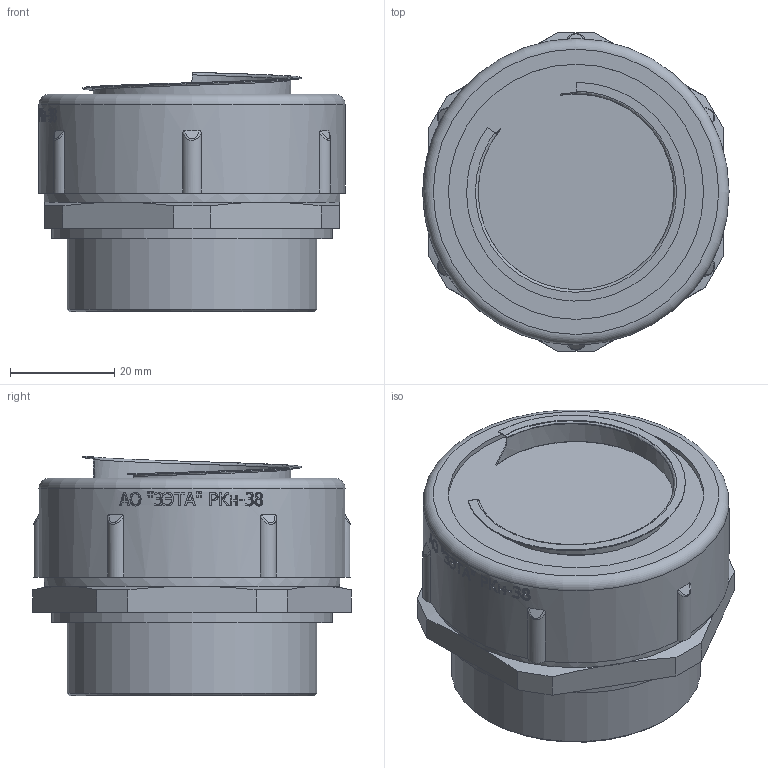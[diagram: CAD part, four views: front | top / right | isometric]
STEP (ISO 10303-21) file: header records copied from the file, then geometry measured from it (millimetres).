
FILE_DESCRIPTION(/* description */ (''),/* implementation_level */ '2;1');
FILE_NAME(/* name */ 'РКН -38.stp',/* time_stamp */ '2019-04-29T12:27:25+07:00',/* author */ ('zeta-09'),/* organization */ (''),/* preprocessor_version */ 'ST-DEVELOPER v17',/* originating_system */ 'Autodesk Inventor 2019',/* authorisation */ '');
FILE_SCHEMA (('AUTOMOTIVE_DESIGN { 1 0 10303 214 3 1 1 }'));
Length unit declared in the file: millimetre
Products named in the file (1): РКН -10
Bounding box: 58.8 x 61.24 x 46 mm (x, y, z)
Volume: 91751.8 mm3; surface area: 14671.4 mm2
Topology: 1 solids, 1 shells, 291 faces, 780 edges, 518 vertices
Faces by surface type: bspline 124, plane 113, cylinder 39, cone 14, torus 1
Full cylindrical faces by diameter (mm): 44 x1, 48 x1, 49 x1, 54 x1, 56.8 x1, 58.8 x1
Entity records: 12891 total; most frequent: CARTESIAN_POINT 6297, ORIENTED_EDGE 1560, DIRECTION 1007, EDGE_CURVE 780, VERTEX_POINT 518, AXIS2_PLACEMENT_3D 340, LINE 327, VECTOR 327
